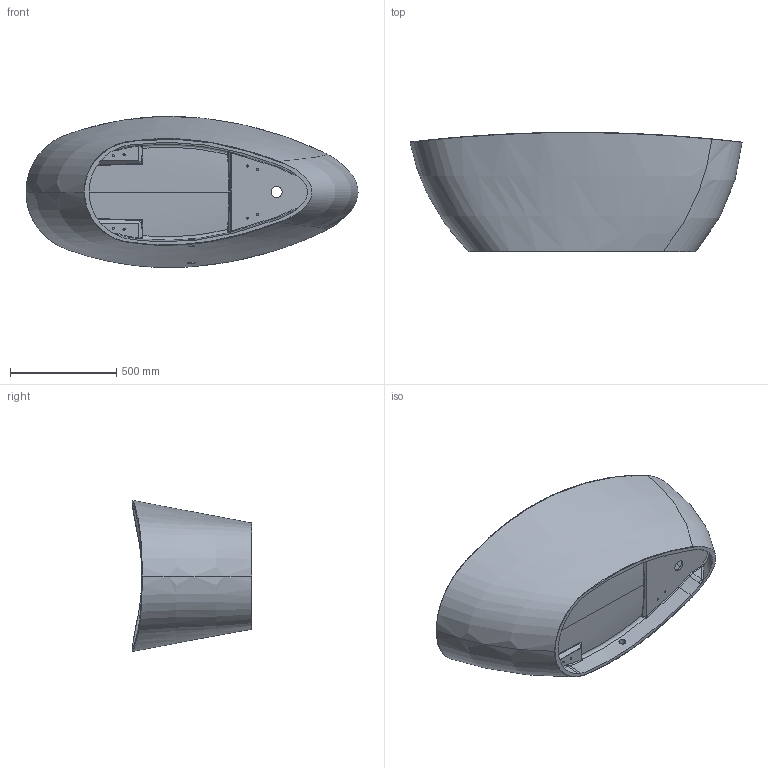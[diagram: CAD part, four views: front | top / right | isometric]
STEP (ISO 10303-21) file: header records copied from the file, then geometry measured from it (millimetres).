
FILE_DESCRIPTION (( 'STEP AP203' ), '1' );
FILE_NAME ('6229821610.STEP', '2020-12-15T13:13:53', ( '' ), ( '' ), 'SwSTEP 2.0', 'SolidWorks 2019', '' );
FILE_SCHEMA (( 'CONFIG_CONTROL_DESIGN' ));
Products named in the file (1): 6229821610
Bounding box: 1560.26 x 559.99 x 710.07 mm (x, y, z)
Volume: 39006930.2 mm3; surface area: 4503974.2 mm2
Topology: 1 solids, 1 shells, 158 faces, 379 edges, 226 vertices
Faces by surface type: bspline 102, cylinder 32, plane 19, cone 3, sphere 2
Entity records: 32786 total; most frequent: CARTESIAN_POINT 29853, ORIENTED_EDGE 746, EDGE_CURVE 373, DIRECTION 347, B_SPLINE_CURVE_WITH_KNOTS 230, VERTEX_POINT 226, EDGE_LOOP 173, ADVANCED_FACE 158
